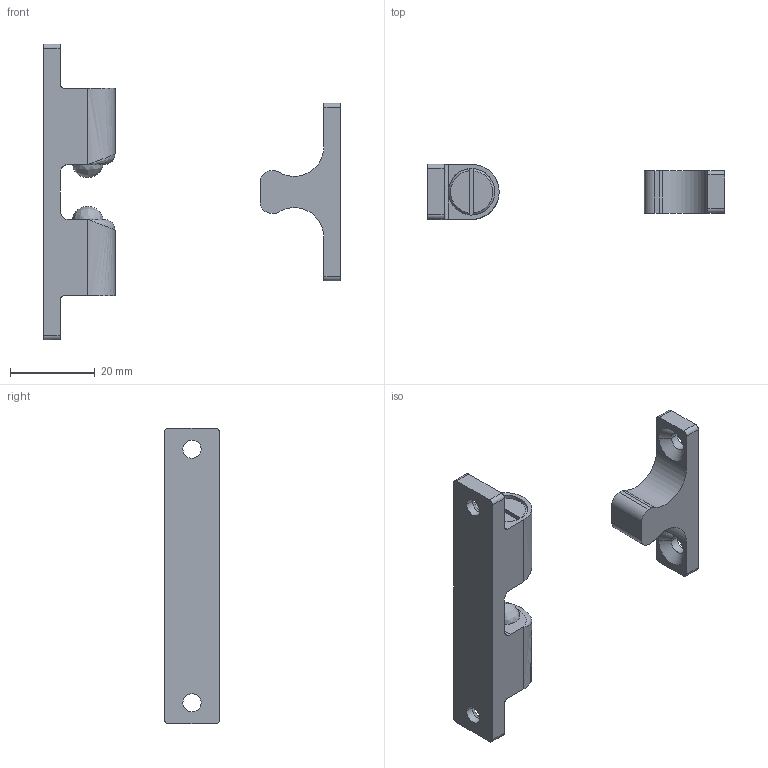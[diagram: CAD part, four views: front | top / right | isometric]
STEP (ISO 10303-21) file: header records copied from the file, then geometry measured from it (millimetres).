
FILE_DESCRIPTION((''),'2;1');
FILE_NAME('','2008-01-21T09:46:06',(''),(''),'','CADfix','');
FILE_SCHEMA(('AUTOMOTIVE_DESIGN { 1 0 10303 214 1 1 1 1 }'));
Length unit declared in the file: millimetre
Bounding box: 70.36 x 13 x 70 mm (x, y, z)
Volume: 11373.9 mm3; surface area: 8306.5 mm2
Topology: 6 solids, 6 shells, 92 faces, 272 edges, 190 vertices
Faces by surface type: bspline 92
Entity records: 3847 total; most frequent: CARTESIAN_POINT 2269, ORIENTED_EDGE 536, EDGE_CURVE 268, VERTEX_POINT 190, QUASI_UNIFORM_CURVE 116, EDGE_LOOP 106, FACE_OUTER_BOUND 92, ADVANCED_FACE 92
